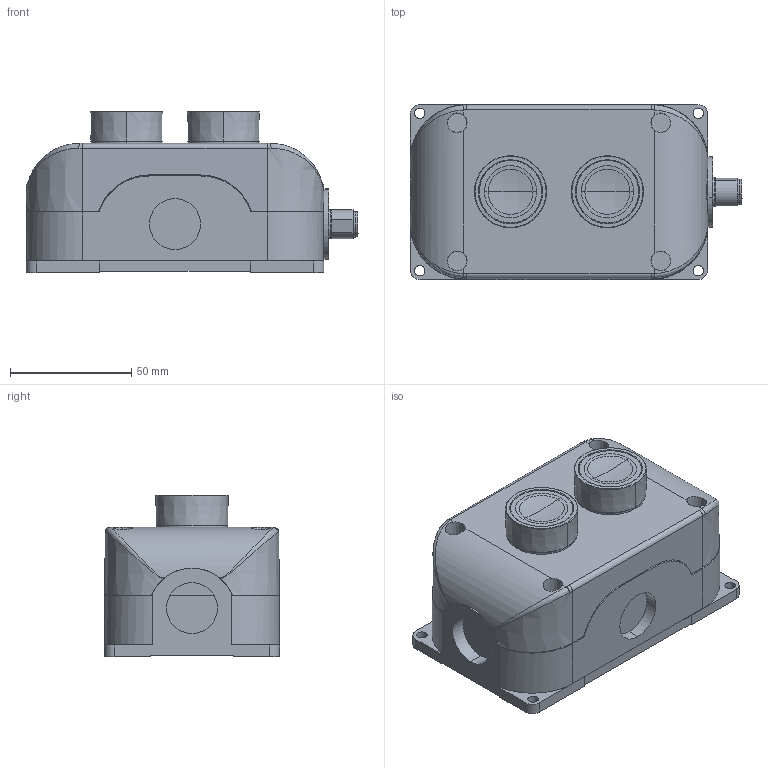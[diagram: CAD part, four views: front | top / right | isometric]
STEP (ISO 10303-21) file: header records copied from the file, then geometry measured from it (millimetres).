
FILE_DESCRIPTION (( 'STEP AP203' ), '1' );
FILE_NAME ('SB214-024-G-M.step', '2025-02-06T16:42:34', ( '' ), ( '' ), 'SwSTEP 2.0', 'SolidWorks 2024', '' );
FILE_SCHEMA (( 'CONFIG_CONTROL_DESIGN' ));
Length unit declared in the file: inch
Products named in the file (1): SB214-024-G-M
Bounding box: 137.05 x 72.29 x 66.5 mm (x, y, z)
Volume: 270969.8 mm3; surface area: 83688.9 mm2
Topology: 14 solids, 33 shells, 665 faces, 1585 edges, 1031 vertices
Faces by surface type: plane 255, cylinder 235, cone 92, bspline 83
Entity records: 23831 total; most frequent: CARTESIAN_POINT 8813, ORIENTED_EDGE 3130, DIRECTION 3047, EDGE_CURVE 1565, AXIS2_PLACEMENT_3D 1193, VERTEX_POINT 1031, EDGE_LOOP 752, FACE_OUTER_BOUND 665
